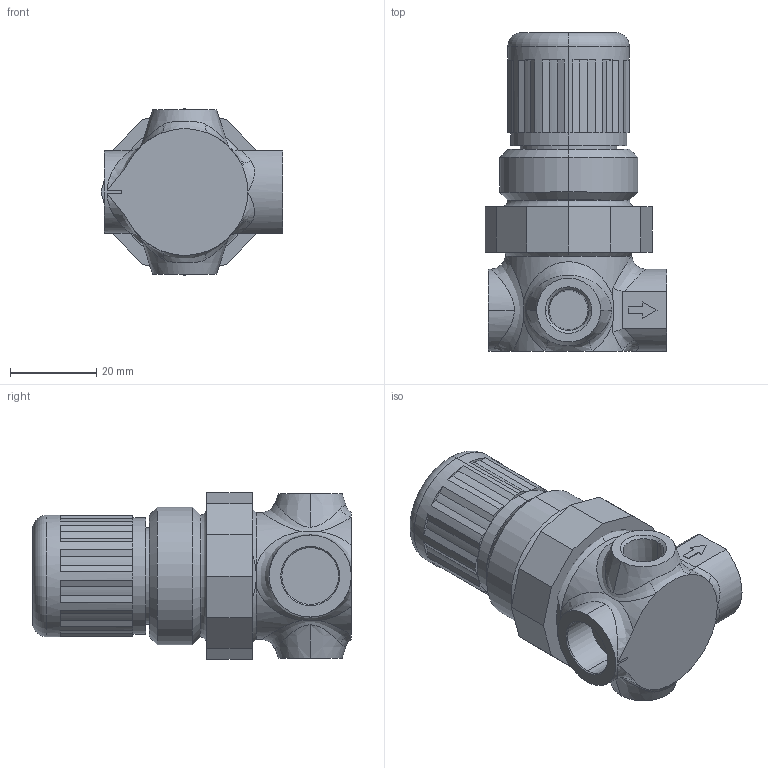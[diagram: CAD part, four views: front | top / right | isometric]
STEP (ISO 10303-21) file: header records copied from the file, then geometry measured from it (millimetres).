
FILE_DESCRIPTION (( 'STEP AP214' ), '1' );
FILE_NAME ('Norgren-R07-200-NNAG.step', '2019-03-04T19:24:00', ( '' ), ( '' ), 'SwSTEP 2.0', 'SolidWorks 2019', '' );
FILE_SCHEMA (( 'AUTOMOTIVE_DESIGN' ));
Length unit declared in the file: millimetre
Products named in the file (4): Norgren-R07-200-NNAG_Bonnet; Norgren-R07-200-NNAG_Knob; Norgren-R07-200-NNAG; Norgren-R07-200-NNAG_Body- regulator_1-4 BSP-G
Assembly tree (3 placements, depth 2):
  Norgren-R07-200-NNAG
    Norgren-R07-200-NNAG_Body- regulator_1-4 BSP-G
    Norgren-R07-200-NNAG_Bonnet
    Norgren-R07-200-NNAG_Knob
Bounding box: 42.16 x 73.9 x 38.73 mm (x, y, z)
Volume: 62776.1 mm3; surface area: 17256.6 mm2
Topology: 3 solids, 3 shells, 208 faces, 529 edges, 342 vertices
Faces by surface type: plane 103, cylinder 64, cone 27, bspline 10, torus 4
Entity records: 8274 total; most frequent: CARTESIAN_POINT 3087, DIRECTION 1062, ORIENTED_EDGE 1054, EDGE_CURVE 527, AXIS2_PLACEMENT_3D 389, VERTEX_POINT 342, VECTOR 284, LINE 284
